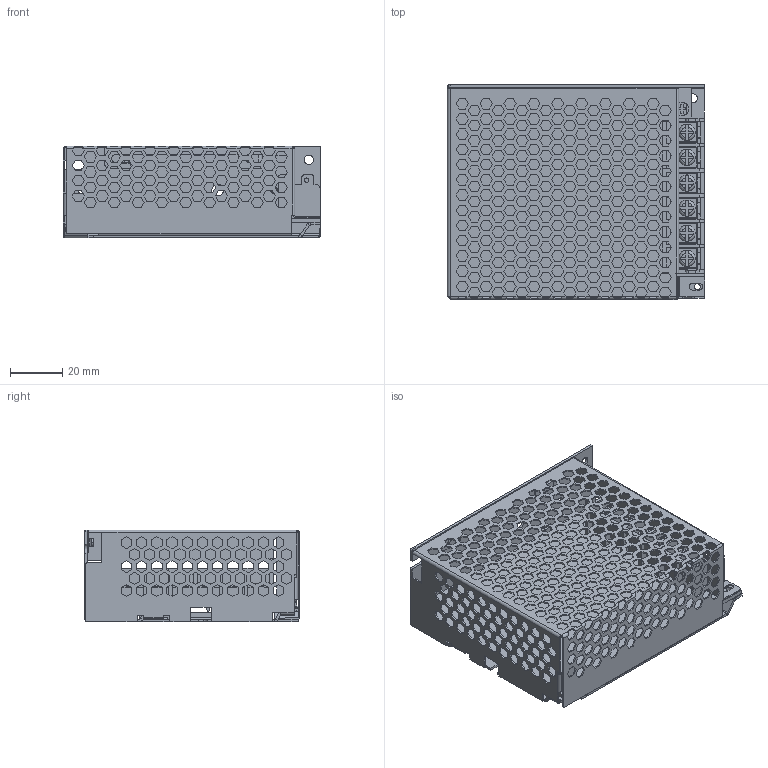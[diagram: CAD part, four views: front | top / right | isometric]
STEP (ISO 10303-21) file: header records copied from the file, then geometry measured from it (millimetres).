
FILE_DESCRIPTION (( 'STEP AP214' ), '1' );
FILE_NAME ('CDKM-S25軞蚾.STEP', '2025-03-01T06:03:34', ( 'China' ), ( 'Home' ), 'SwSTEP 2.0', 'SolidWorks 2019', '' );
FILE_SCHEMA (( 'AUTOMOTIVE_DESIGN' ));
Length unit declared in the file: millimetre
Products named in the file (6): CDKM-S25盄繚啣; CDKM-S25軞蚾; 2弇傷赽; 4弇傷赽ㄗ2ㄘ; CDKM-S25W菁; CDKM-S25W裔
Assembly tree (5 placements, depth 2):
  CDKM-S25軞蚾
    CDKM-S25W菁
    CDKM-S25W裔
    2弇傷赽
    4弇傷赽ㄗ2ㄘ
    CDKM-S25盄繚啣
Bounding box: 98.12 x 82 x 35 mm (x, y, z)
Volume: 33361.1 mm3; surface area: 71136.4 mm2
Topology: 17 solids, 17 shells, 3321 faces, 9738 edges, 6363 vertices
Faces by surface type: plane 2966, cylinder 287, bspline 36, torus 32
Entity records: 117343 total; most frequent: CARTESIAN_POINT 21189, ORIENTED_EDGE 19476, DIRECTION 16722, EDGE_CURVE 9738, VECTOR 8874, LINE 8874, VERTEX_POINT 6363, EDGE_LOOP 4099
